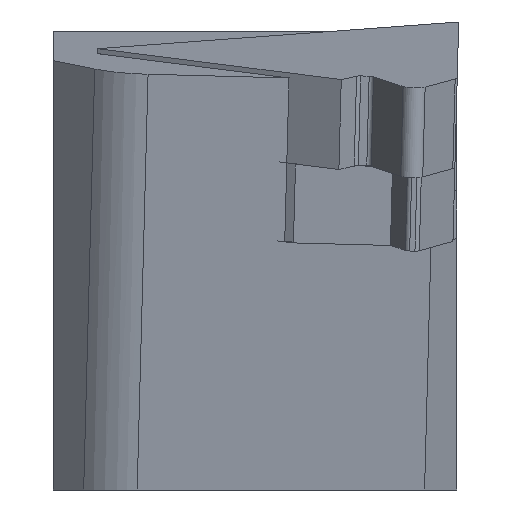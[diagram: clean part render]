
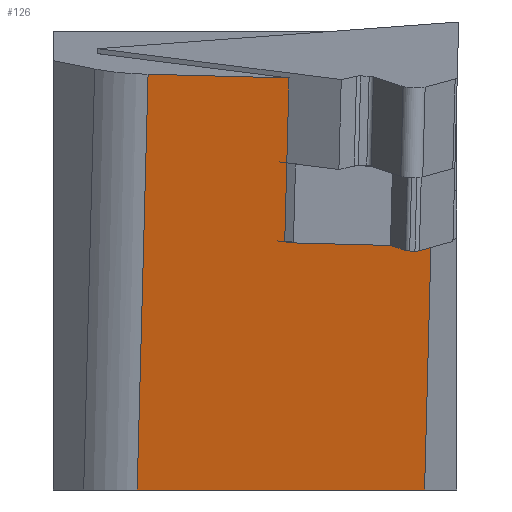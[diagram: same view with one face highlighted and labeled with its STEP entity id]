
A CAD part, left-side view. The second image highlights one B-rep face of the part: STEP entity #126.
In plain terms, the highlighted planar face has unit normal (-0.985, 0.004, -0.174).
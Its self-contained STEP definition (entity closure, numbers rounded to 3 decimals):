
#126=ADVANCED_FACE('',(#200),#166,.F.);
#166=PLANE('',#851);
#200=FACE_OUTER_BOUND('',#243,.T.);
#243=EDGE_LOOP('',(#332,#333,#334,#335,#336,#337));
#332=ORIENTED_EDGE('',*,*,#590,.T.);
#333=ORIENTED_EDGE('',*,*,#591,.T.);
#334=ORIENTED_EDGE('',*,*,#589,.F.);
#335=ORIENTED_EDGE('',*,*,#592,.T.);
#336=ORIENTED_EDGE('',*,*,#584,.T.);
#337=ORIENTED_EDGE('',*,*,#593,.F.);
#505=VERTEX_POINT('',#1168);
#506=VERTEX_POINT('',#1171);
#507=VERTEX_POINT('',#1175);
#510=VERTEX_POINT('',#1181);
#511=VERTEX_POINT('',#1185);
#512=VERTEX_POINT('',#1186);
#584=EDGE_CURVE('',#505,#506,#684,.T.);
#589=EDGE_CURVE('',#510,#507,#688,.T.);
#590=EDGE_CURVE('',#511,#512,#689,.T.);
#591=EDGE_CURVE('',#512,#507,#690,.T.);
#592=EDGE_CURVE('',#510,#505,#691,.T.);
#593=EDGE_CURVE('',#511,#506,#692,.T.);
#684=LINE('',#1172,#771);
#688=LINE('',#1182,#775);
#689=LINE('',#1184,#776);
#690=LINE('',#1187,#777);
#691=LINE('',#1188,#778);
#692=LINE('',#1189,#779);
#771=VECTOR('',#951,1.);
#775=VECTOR('',#959,1.);
#776=VECTOR('',#962,1.);
#777=VECTOR('',#963,1.);
#778=VECTOR('',#964,1.);
#779=VECTOR('',#965,1.);
#851=AXIS2_PLACEMENT_3D('',#1190,#966,#967);
#951=DIRECTION('',(-0.005,-1.,0.));
#959=DIRECTION('',(0.,-1.,-0.026));
#962=DIRECTION('',(0.,1.,0.026));
#963=DIRECTION('',(-0.174,-0.026,0.984));
#964=DIRECTION('',(0.174,0.026,-0.984));
#965=DIRECTION('',(0.174,0.026,-0.984));
#966=DIRECTION('',(0.985,-0.005,0.174));
#967=DIRECTION('',(0.174,0.,-0.985));
#1168=CARTESIAN_POINT('',(5.525,12.675,-15.8));
#1171=CARTESIAN_POINT('',(5.472,1.28,-15.8));
#1172=CARTESIAN_POINT('',(5.474,1.635,-15.8));
#1175=CARTESIAN_POINT('',(2.617,6.655,0.539));
#1181=CARTESIAN_POINT('',(2.617,12.244,0.685));
#1182=CARTESIAN_POINT('',(2.617,0.856,0.387));
#1184=CARTESIAN_POINT('',(3.763,5.149,-6.003));
#1185=CARTESIAN_POINT('',(3.763,1.026,-6.11));
#1186=CARTESIAN_POINT('',(3.763,6.825,-5.959));
#1187=CARTESIAN_POINT('',(3.763,6.825,-5.959));
#1188=CARTESIAN_POINT('',(7.792,13.012,-28.652));
#1189=CARTESIAN_POINT('',(7.792,1.624,-28.95));
#1190=CARTESIAN_POINT('',(7.792,1.624,-28.95));
